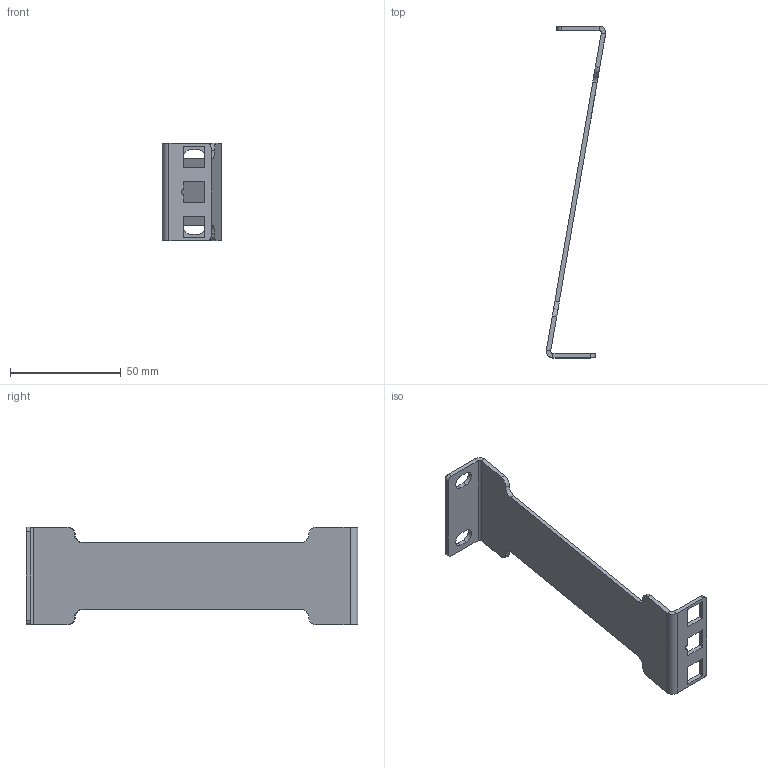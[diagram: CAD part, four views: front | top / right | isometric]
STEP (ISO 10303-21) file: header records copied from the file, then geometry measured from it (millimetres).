
FILE_DESCRIPTION (( 'STEP AP214' ), '1' );
FILE_NAME ('SM1U6INRDA_3D.step', '2025-01-02T18:52:55', ( '' ), ( '' ), 'SwSTEP 2.0', 'SolidWorks 2022', '' );
FILE_SCHEMA (( 'AUTOMOTIVE_DESIGN' ));
Length unit declared in the file: millimetre
Products named in the file (1): SM1U6INRDA_3D
Bounding box: 26.81 x 150 x 44.2 mm (x, y, z)
Volume: 13046.8 mm3; surface area: 14350.8 mm2
Topology: 1 solids, 1 shells, 60 faces, 158 edges, 100 vertices
Faces by surface type: plane 39, cylinder 21
Entity records: 1890 total; most frequent: DIRECTION 322, CARTESIAN_POINT 319, ORIENTED_EDGE 316, EDGE_CURVE 158, LINE 116, VECTOR 116, AXIS2_PLACEMENT_3D 103, VERTEX_POINT 100
